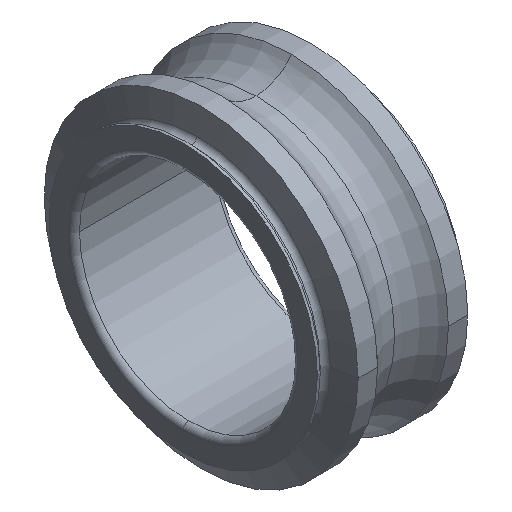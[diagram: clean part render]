
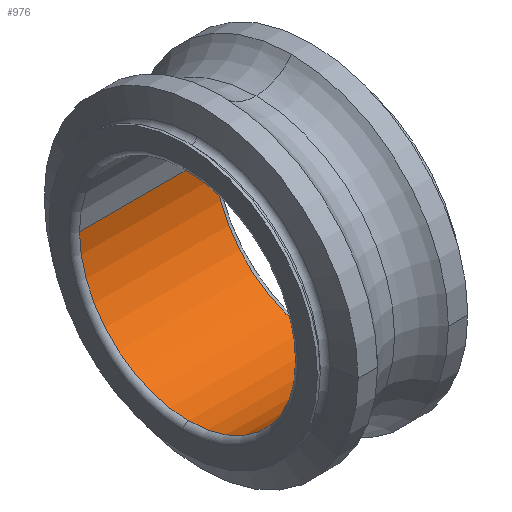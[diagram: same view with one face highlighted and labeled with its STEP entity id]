
A CAD part, isometric view. The second image highlights one B-rep face of the part: STEP entity #976.
In plain terms, the highlighted cylindrical face has radius 6 mm (diameter 12 mm), a partial arc.
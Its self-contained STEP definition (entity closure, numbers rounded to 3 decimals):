
#23 = CIRCLE ( 'NONE', #159, 6. ) ;
#42 = CARTESIAN_POINT ( 'NONE',  ( 7.7, 6., 0. ) ) ;
#103 = EDGE_CURVE ( 'NONE', #897, #134, #512, .T. ) ;
#134 = VERTEX_POINT ( 'NONE', #286 ) ;
#159 = AXIS2_PLACEMENT_3D ( 'NONE', #363, #702, #851 ) ;
#165 = DIRECTION ( 'NONE',  ( 0., 1., 0. ) ) ;
#229 = VERTEX_POINT ( 'NONE', #954 ) ;
#281 = DIRECTION ( 'NONE',  ( 1., 0., 0. ) ) ;
#286 = CARTESIAN_POINT ( 'NONE',  ( 7.7, 0., -6. ) ) ;
#291 = EDGE_CURVE ( 'NONE', #513, #892, #700, .T. ) ;
#292 = EDGE_CURVE ( 'NONE', #589, #892, #501, .T. ) ;
#344 = VECTOR ( 'NONE', #697, 1000. ) ;
#363 = CARTESIAN_POINT ( 'NONE',  ( 0.3, 0., 0. ) ) ;
#406 = DIRECTION ( 'NONE',  ( 1., 0., 0. ) ) ;
#425 = EDGE_LOOP ( 'NONE', ( #485, #573, #854, #477, #443, #842 ) ) ;
#428 = CARTESIAN_POINT ( 'NONE',  ( 0.3, 0., -6. ) ) ;
#443 = ORIENTED_EDGE ( 'NONE', *, *, #291, .F. ) ;
#477 = ORIENTED_EDGE ( 'NONE', *, *, #292, .T. ) ;
#485 = ORIENTED_EDGE ( 'NONE', *, *, #831, .F. ) ;
#501 = LINE ( 'NONE', #577, #1040 ) ;
#512 = CIRCLE ( 'NONE', #627, 6. ) ;
#513 = VERTEX_POINT ( 'NONE', #428 ) ;
#514 = CARTESIAN_POINT ( 'NONE',  ( 4., 0., 0. ) ) ;
#518 = LINE ( 'NONE', #535, #344 ) ;
#535 = CARTESIAN_POINT ( 'NONE',  ( 4., -6., 0. ) ) ;
#573 = ORIENTED_EDGE ( 'NONE', *, *, #103, .T. ) ;
#577 = CARTESIAN_POINT ( 'NONE',  ( 4., 6., 0. ) ) ;
#589 = VERTEX_POINT ( 'NONE', #42 ) ;
#595 = CYLINDRICAL_SURFACE ( 'NONE', #618, 6. ) ;
#607 = FACE_OUTER_BOUND ( 'NONE', #425, .T. ) ;
#618 = AXIS2_PLACEMENT_3D ( 'NONE', #514, #846, #761 ) ;
#627 = AXIS2_PLACEMENT_3D ( 'NONE', #962, #882, #1051 ) ;
#628 = AXIS2_PLACEMENT_3D ( 'NONE', #822, #406, #165 ) ;
#634 = CIRCLE ( 'NONE', #804, 6. ) ;
#697 = DIRECTION ( 'NONE',  ( -1., 0., 0. ) ) ;
#700 = CIRCLE ( 'NONE', #628, 6. ) ;
#702 = DIRECTION ( 'NONE',  ( 1., 0., 0. ) ) ;
#709 = DIRECTION ( 'NONE',  ( 0., 1., 0. ) ) ;
#761 = DIRECTION ( 'NONE',  ( 0., 1., 0. ) ) ;
#773 = CARTESIAN_POINT ( 'NONE',  ( 7.7, -6., 0. ) ) ;
#804 = AXIS2_PLACEMENT_3D ( 'NONE', #1047, #281, #709 ) ;
#822 = CARTESIAN_POINT ( 'NONE',  ( 0.3, 0., 0. ) ) ;
#831 = EDGE_CURVE ( 'NONE', #897, #229, #518, .T. ) ;
#842 = ORIENTED_EDGE ( 'NONE', *, *, #909, .F. ) ;
#846 = DIRECTION ( 'NONE',  ( -1., 0., 0. ) ) ;
#851 = DIRECTION ( 'NONE',  ( 0., 1., 0. ) ) ;
#854 = ORIENTED_EDGE ( 'NONE', *, *, #1061, .T. ) ;
#882 = DIRECTION ( 'NONE',  ( 1., 0., 0. ) ) ;
#892 = VERTEX_POINT ( 'NONE', #942 ) ;
#897 = VERTEX_POINT ( 'NONE', #773 ) ;
#898 = DIRECTION ( 'NONE',  ( -1., 0., 0. ) ) ;
#909 = EDGE_CURVE ( 'NONE', #229, #513, #23, .T. ) ;
#942 = CARTESIAN_POINT ( 'NONE',  ( 0.3, 6., 0. ) ) ;
#954 = CARTESIAN_POINT ( 'NONE',  ( 0.3, -6., 0. ) ) ;
#962 = CARTESIAN_POINT ( 'NONE',  ( 7.7, 0., 0. ) ) ;
#976 = ADVANCED_FACE ( 'NONE', ( #607 ), #595, .F. ) ;
#1040 = VECTOR ( 'NONE', #898, 1000. ) ;
#1047 = CARTESIAN_POINT ( 'NONE',  ( 7.7, 0., 0. ) ) ;
#1051 = DIRECTION ( 'NONE',  ( 0., 1., 0. ) ) ;
#1061 = EDGE_CURVE ( 'NONE', #134, #589, #634, .T. ) ;
